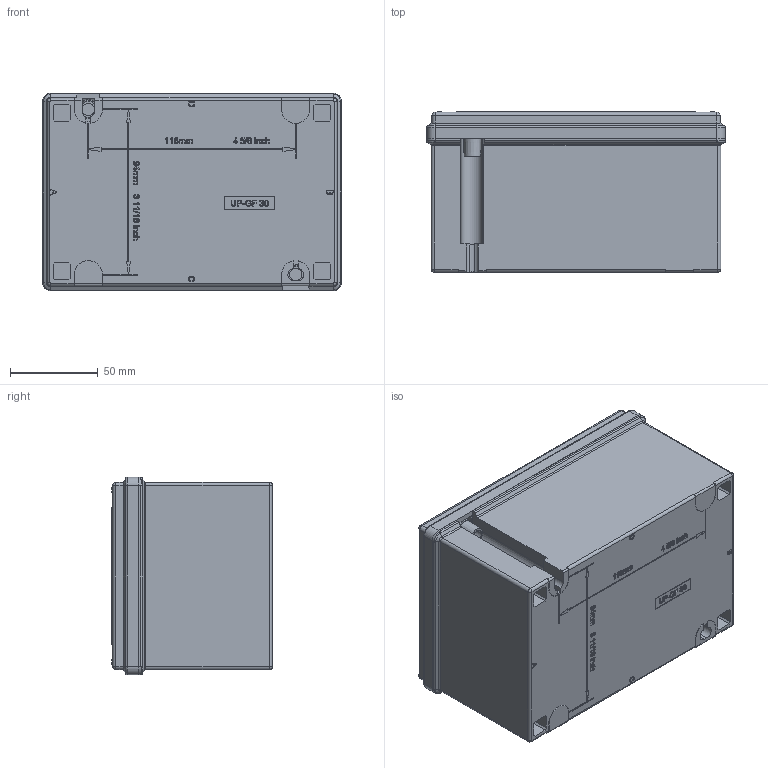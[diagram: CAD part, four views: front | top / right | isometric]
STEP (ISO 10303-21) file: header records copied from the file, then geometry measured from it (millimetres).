
FILE_DESCRIPTION (( 'STEP AP203' ), '1' );
FILE_NAME ('8146-_041-ap203.STEP', '2012-10-13T07:28:33', ( '' ), ( '' ), 'SwSTEP 2.0', 'SolidWorks 2012', '' );
FILE_SCHEMA (( 'CONFIG_CONTROL_DESIGN' ));
Products named in the file (10): 509_642_0; 8146-_041-ap203; 81_460_01_05_0; 81_460_01_05_0_Dichtung; 509_642_0_1_montiert; 81_469_14_05_0; 81_469_01_91_0; 81_469_51_04_0
Assembly tree (15 placements, depth 3):
  8146-_041-ap203
    81_469_51_04_0
      81_469_51_04_0
      81_469_01_91_0  x4
    81_460_01_05_0
      81_469_14_05_0
      81_460_01_05_0_Dichtung
    509_642_0  x4
      509_642_0
      509_642_0_1_montiert
Bounding box: 170 x 91.3 x 112.5 mm (x, y, z)
Volume: 334239.2 mm3; surface area: 213401.5 mm2
Topology: 15 solids, 15 shells, 3060 faces, 7687 edges, 4954 vertices
Faces by surface type: plane 1496, bspline 810, cylinder 420, cone 230, torus 92, sphere 12
Entity records: 124143 total; most frequent: CARTESIAN_POINT 60728, ORIENTED_EDGE 14218, DIRECTION 10337, EDGE_CURVE 7109, VERTEX_POINT 4603, VECTOR 4177, LINE 4177, EDGE_LOOP 3142
